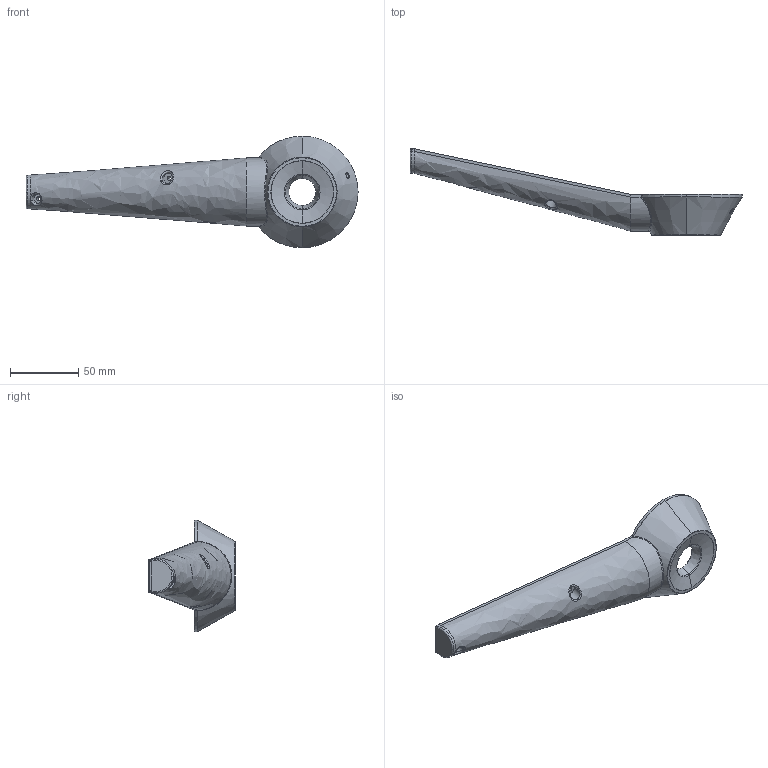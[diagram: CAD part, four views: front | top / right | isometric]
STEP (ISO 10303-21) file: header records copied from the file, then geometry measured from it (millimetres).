
FILE_DESCRIPTION (( 'STEP AP203' ), '1' );
FILE_NAME ('low_shell_angle.STEP', '2026-01-22T16:20:50', ( '' ), ( '' ), 'SwSTEP 2.0', 'SolidWorks 2025', '' );
FILE_SCHEMA (( 'CONFIG_CONTROL_DESIGN' ));
Length unit declared in the file: millimetre
Products named in the file (1): low_shell_angle
Bounding box: 244 x 63.5 x 82 mm (x, y, z)
Volume: 57783.1 mm3; surface area: 44581.1 mm2
Topology: 1 solids, 1 shells, 189 faces, 460 edges, 285 vertices
Faces by surface type: plane 83, cylinder 55, bspline 19, cone 18, torus 14
Entity records: 8418 total; most frequent: CARTESIAN_POINT 4068, ORIENTED_EDGE 920, DIRECTION 837, EDGE_CURVE 460, AXIS2_PLACEMENT_3D 307, VERTEX_POINT 285, LINE 223, VECTOR 223
